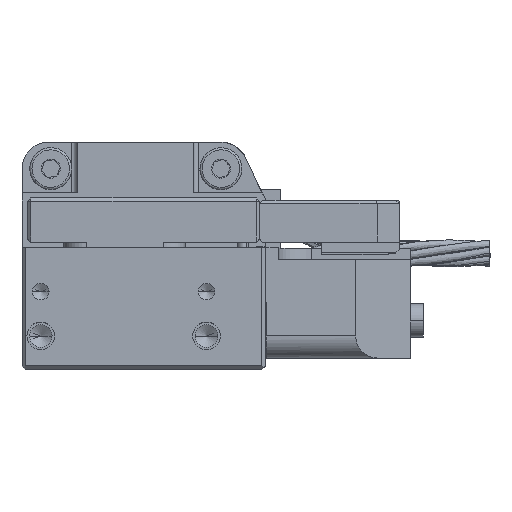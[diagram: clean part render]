
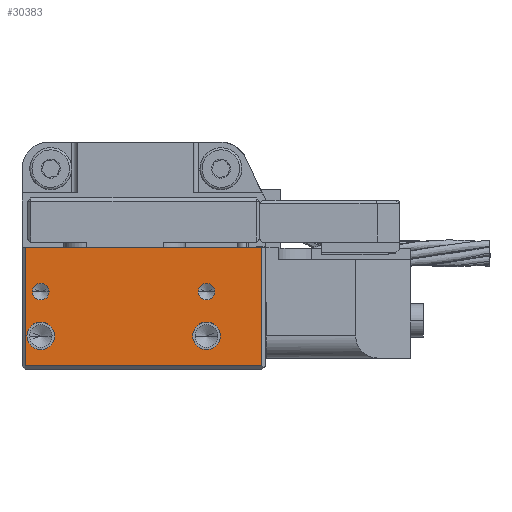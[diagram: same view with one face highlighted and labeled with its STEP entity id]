
A CAD part, top view. The second image highlights one B-rep face of the part: STEP entity #30383.
In plain terms, the highlighted planar face has unit normal (0, 0, 1).
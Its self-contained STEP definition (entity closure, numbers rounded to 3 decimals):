
#154 = AXIS2_PLACEMENT_3D ( 'NONE', #28944, #2758, #23053 ) ;
#1161 = ORIENTED_EDGE ( 'NONE', *, *, #27181, .F. ) ;
#1773 = CARTESIAN_POINT ( 'NONE',  ( 7.65, 3., 42. ) ) ;
#2509 = EDGE_LOOP ( 'NONE', ( #67632, #61133 ) ) ;
#2688 = CARTESIAN_POINT ( 'NONE',  ( -10., 0.3, 42. ) ) ;
#2758 = DIRECTION ( 'NONE',  ( 0., 0., 1. ) ) ;
#2767 = EDGE_LOOP ( 'NONE', ( #1161, #41614 ) ) ;
#3010 = ORIENTED_EDGE ( 'NONE', *, *, #32550, .T. ) ;
#5051 = EDGE_CURVE ( 'NONE', #12086, #52114, #68050, .T. ) ;
#5794 = LINE ( 'NONE', #20650, #57953 ) ;
#6018 = FACE_BOUND ( 'NONE', #58254, .T. ) ;
#6650 = EDGE_CURVE ( 'NONE', #57841, #24711, #16595, .T. ) ;
#7451 = DIRECTION ( 'NONE',  ( 1., 0., 0. ) ) ;
#8391 = VERTEX_POINT ( 'NONE', #1773 ) ;
#8724 = LINE ( 'NONE', #51063, #18677 ) ;
#8818 = VERTEX_POINT ( 'NONE', #58398 ) ;
#10021 = CIRCLE ( 'NONE', #154, 1.25 ) ;
#10590 = CARTESIAN_POINT ( 'NONE',  ( -7.85, 7., 42. ) ) ;
#11306 = DIRECTION ( 'NONE',  ( 0., 1., 0. ) ) ;
#11418 = DIRECTION ( 'NONE',  ( 1., 0., 0. ) ) ;
#12086 = VERTEX_POINT ( 'NONE', #10590 ) ;
#14894 = EDGE_CURVE ( 'NONE', #8818, #30875, #22616, .T. ) ;
#15022 = DIRECTION ( 'NONE',  ( -1., 0., 0. ) ) ;
#15414 = EDGE_CURVE ( 'NONE', #8391, #59779, #31514, .T. ) ;
#16018 = FACE_OUTER_BOUND ( 'NONE', #36019, .T. ) ;
#16595 = CIRCLE ( 'NONE', #47344, 0.75 ) ;
#17273 = CARTESIAN_POINT ( 'NONE',  ( -10.3, 0.3, 42. ) ) ;
#17756 = DIRECTION ( 'NONE',  ( 1., 0., 0. ) ) ;
#18483 = DIRECTION ( 'NONE',  ( 0., 0., 1. ) ) ;
#18677 = VECTOR ( 'NONE', #55864, 1000. ) ;
#19237 = ORIENTED_EDGE ( 'NONE', *, *, #59047, .T. ) ;
#20000 = LINE ( 'NONE', #40992, #28574 ) ;
#20527 = FACE_BOUND ( 'NONE', #67470, .T. ) ;
#20650 = CARTESIAN_POINT ( 'NONE',  ( 11.4, 20.6, 42. ) ) ;
#21351 = ORIENTED_EDGE ( 'NONE', *, *, #26945, .F. ) ;
#22242 = DIRECTION ( 'NONE',  ( 0., 0., 1. ) ) ;
#22395 = VERTEX_POINT ( 'NONE', #2688 ) ;
#22458 = CIRCLE ( 'NONE', #60909, 0.75 ) ;
#22591 = DIRECTION ( 'NONE',  ( 0., 0., 1. ) ) ;
#22616 = CIRCLE ( 'NONE', #65457, 1.25 ) ;
#23053 = DIRECTION ( 'NONE',  ( 1., 0., 0. ) ) ;
#24711 = VERTEX_POINT ( 'NONE', #38699 ) ;
#24875 = CIRCLE ( 'NONE', #63302, 1.25 ) ;
#26746 = CARTESIAN_POINT ( 'NONE',  ( 6.4, 3., 42. ) ) ;
#26945 = EDGE_CURVE ( 'NONE', #24711, #57841, #37539, .T. ) ;
#27062 = FACE_BOUND ( 'NONE', #2509, .T. ) ;
#27181 = EDGE_CURVE ( 'NONE', #30875, #8818, #10021, .T. ) ;
#28574 = VECTOR ( 'NONE', #51969, 1000. ) ;
#28944 = CARTESIAN_POINT ( 'NONE',  ( -8.6, 3., 42. ) ) ;
#29206 = VECTOR ( 'NONE', #11418, 1000. ) ;
#30335 = ORIENTED_EDGE ( 'NONE', *, *, #5051, .F. ) ;
#30383 = ADVANCED_FACE ( 'NONE', ( #20527, #6018, #27062, #48026, #16018 ), #41178, .F. ) ;
#30875 = VERTEX_POINT ( 'NONE', #65779 ) ;
#31514 = CIRCLE ( 'NONE', #66660, 1.25 ) ;
#32550 = EDGE_CURVE ( 'NONE', #50860, #47352, #5794, .T. ) ;
#32904 = AXIS2_PLACEMENT_3D ( 'NONE', #55272, #18483, #7451 ) ;
#35222 = DIRECTION ( 'NONE',  ( 1., 0., 0. ) ) ;
#35964 = DIRECTION ( 'NONE',  ( 1., 0., 0. ) ) ;
#36019 = EDGE_LOOP ( 'NONE', ( #66622, #19237, #3010, #50637 ) ) ;
#36559 = CARTESIAN_POINT ( 'NONE',  ( 6.4, 7., 42. ) ) ;
#37051 = CARTESIAN_POINT ( 'NONE',  ( -10.3, 20.6, 42. ) ) ;
#37378 = CARTESIAN_POINT ( 'NONE',  ( 11.4, 0.3, 42. ) ) ;
#37539 = CIRCLE ( 'NONE', #50696, 0.75 ) ;
#38543 = EDGE_CURVE ( 'NONE', #52114, #12086, #22458, .T. ) ;
#38699 = CARTESIAN_POINT ( 'NONE',  ( 7.15, 7., 42. ) ) ;
#39306 = LINE ( 'NONE', #17273, #29206 ) ;
#40992 = CARTESIAN_POINT ( 'NONE',  ( -10., 20.6, 42. ) ) ;
#41178 = PLANE ( 'NONE',  #61123 ) ;
#41614 = ORIENTED_EDGE ( 'NONE', *, *, #14894, .F. ) ;
#42446 = ORIENTED_EDGE ( 'NONE', *, *, #38543, .F. ) ;
#43278 = CARTESIAN_POINT ( 'NONE',  ( -10., 11., 42. ) ) ;
#43598 = DIRECTION ( 'NONE',  ( 1., 0., 0. ) ) ;
#44265 = CARTESIAN_POINT ( 'NONE',  ( -8.6, 7., 42. ) ) ;
#45891 = VERTEX_POINT ( 'NONE', #43278 ) ;
#46495 = EDGE_CURVE ( 'NONE', #45891, #47352, #8724, .T. ) ;
#46621 = CARTESIAN_POINT ( 'NONE',  ( 6.4, 7., 42. ) ) ;
#46949 = DIRECTION ( 'NONE',  ( 0., 0., 1. ) ) ;
#47344 = AXIS2_PLACEMENT_3D ( 'NONE', #46621, #46949, #35964 ) ;
#47352 = VERTEX_POINT ( 'NONE', #49363 ) ;
#48026 = FACE_BOUND ( 'NONE', #2767, .T. ) ;
#49363 = CARTESIAN_POINT ( 'NONE',  ( 11.4, 11., 42. ) ) ;
#50637 = ORIENTED_EDGE ( 'NONE', *, *, #46495, .F. ) ;
#50644 = ORIENTED_EDGE ( 'NONE', *, *, #6650, .F. ) ;
#50696 = AXIS2_PLACEMENT_3D ( 'NONE', #36559, #62357, #35222 ) ;
#50860 = VERTEX_POINT ( 'NONE', #37378 ) ;
#51063 = CARTESIAN_POINT ( 'NONE',  ( 11.7, 11., 42. ) ) ;
#51969 = DIRECTION ( 'NONE',  ( 0., -1., 0. ) ) ;
#52114 = VERTEX_POINT ( 'NONE', #65960 ) ;
#53216 = CARTESIAN_POINT ( 'NONE',  ( 5.15, 3., 42. ) ) ;
#53389 = EDGE_CURVE ( 'NONE', #45891, #22395, #20000, .T. ) ;
#54561 = DIRECTION ( 'NONE',  ( 0., 0., 1. ) ) ;
#55272 = CARTESIAN_POINT ( 'NONE',  ( -8.6, 7., 42. ) ) ;
#55460 = DIRECTION ( 'NONE',  ( 0., 0., 1. ) ) ;
#55864 = DIRECTION ( 'NONE',  ( 1., 0., 0. ) ) ;
#57841 = VERTEX_POINT ( 'NONE', #64040 ) ;
#57953 = VECTOR ( 'NONE', #11306, 1000. ) ;
#58254 = EDGE_LOOP ( 'NONE', ( #21351, #50644 ) ) ;
#58398 = CARTESIAN_POINT ( 'NONE',  ( -9.85, 3., 42. ) ) ;
#59047 = EDGE_CURVE ( 'NONE', #22395, #50860, #39306, .T. ) ;
#59049 = DIRECTION ( 'NONE',  ( 1., 0., 0. ) ) ;
#59779 = VERTEX_POINT ( 'NONE', #53216 ) ;
#59793 = EDGE_CURVE ( 'NONE', #59779, #8391, #24875, .T. ) ;
#60909 = AXIS2_PLACEMENT_3D ( 'NONE', #44265, #54561, #17756 ) ;
#61123 = AXIS2_PLACEMENT_3D ( 'NONE', #37051, #62147, #15022 ) ;
#61133 = ORIENTED_EDGE ( 'NONE', *, *, #59793, .F. ) ;
#62147 = DIRECTION ( 'NONE',  ( 0., 0., -1. ) ) ;
#62357 = DIRECTION ( 'NONE',  ( 0., 0., 1. ) ) ;
#63302 = AXIS2_PLACEMENT_3D ( 'NONE', #64899, #22591, #43598 ) ;
#64040 = CARTESIAN_POINT ( 'NONE',  ( 5.65, 7., 42. ) ) ;
#64899 = CARTESIAN_POINT ( 'NONE',  ( 6.4, 3., 42. ) ) ;
#65457 = AXIS2_PLACEMENT_3D ( 'NONE', #65805, #55460, #65474 ) ;
#65474 = DIRECTION ( 'NONE',  ( 1., 0., 0. ) ) ;
#65779 = CARTESIAN_POINT ( 'NONE',  ( -7.35, 3., 42. ) ) ;
#65805 = CARTESIAN_POINT ( 'NONE',  ( -8.6, 3., 42. ) ) ;
#65960 = CARTESIAN_POINT ( 'NONE',  ( -9.35, 7., 42. ) ) ;
#66622 = ORIENTED_EDGE ( 'NONE', *, *, #53389, .T. ) ;
#66660 = AXIS2_PLACEMENT_3D ( 'NONE', #26746, #22242, #59049 ) ;
#67470 = EDGE_LOOP ( 'NONE', ( #30335, #42446 ) ) ;
#67632 = ORIENTED_EDGE ( 'NONE', *, *, #15414, .F. ) ;
#68050 = CIRCLE ( 'NONE', #32904, 0.75 ) ;
